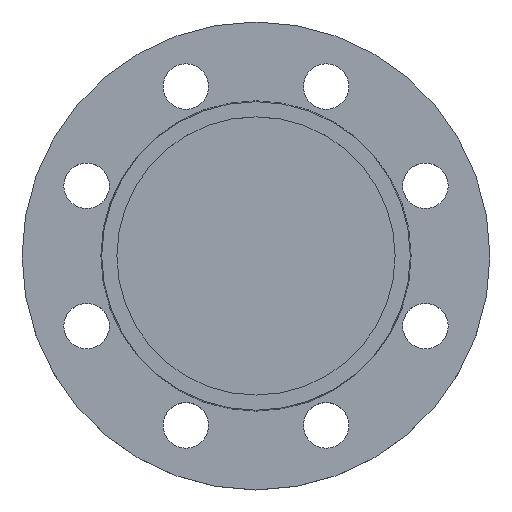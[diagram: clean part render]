
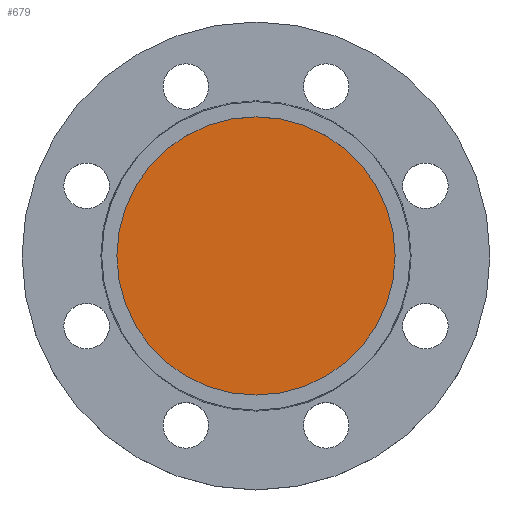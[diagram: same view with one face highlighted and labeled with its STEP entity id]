
A CAD part, top view. The second image highlights one B-rep face of the part: STEP entity #679.
In plain terms, the highlighted planar face has unit normal (0, 0, 1).
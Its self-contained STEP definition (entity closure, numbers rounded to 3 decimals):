
#26 = EDGE_CURVE ( 'NONE', #74, #341, #267, .T. ) ;
#68 = EDGE_LOOP ( 'NONE', ( #882, #893 ) ) ;
#73 = DIRECTION ( 'NONE',  ( 0., 0., -1. ) ) ;
#74 = VERTEX_POINT ( 'NONE', #458 ) ;
#133 = DIRECTION ( 'NONE',  ( 0., 0., -1. ) ) ;
#181 = EDGE_CURVE ( 'NONE', #341, #74, #1044, .T. ) ;
#225 = CARTESIAN_POINT ( 'NONE',  ( 55., 0., -4. ) ) ;
#267 = CIRCLE ( 'NONE', #323, 55. ) ;
#323 = AXIS2_PLACEMENT_3D ( 'NONE', #944, #133, #537 ) ;
#341 = VERTEX_POINT ( 'NONE', #389 ) ;
#358 = AXIS2_PLACEMENT_3D ( 'NONE', #225, #630, #942 ) ;
#389 = CARTESIAN_POINT ( 'NONE',  ( 55., 0., -4. ) ) ;
#458 = CARTESIAN_POINT ( 'NONE',  ( -55., 0., -4. ) ) ;
#473 = DIRECTION ( 'NONE',  ( -1., 0., 0. ) ) ;
#537 = DIRECTION ( 'NONE',  ( -1., 0., 0. ) ) ;
#630 = DIRECTION ( 'NONE',  ( 0., 0., 1. ) ) ;
#679 = ADVANCED_FACE ( 'NONE', ( #728 ), #1013, .T. ) ;
#728 = FACE_OUTER_BOUND ( 'NONE', #68, .T. ) ;
#882 = ORIENTED_EDGE ( 'NONE', *, *, #26, .F. ) ;
#893 = ORIENTED_EDGE ( 'NONE', *, *, #181, .F. ) ;
#942 = DIRECTION ( 'NONE',  ( 1., 0., 0. ) ) ;
#944 = CARTESIAN_POINT ( 'NONE',  ( 0., 0., -4. ) ) ;
#1013 = PLANE ( 'NONE',  #358 ) ;
#1044 = CIRCLE ( 'NONE', #1089, 55. ) ;
#1082 = CARTESIAN_POINT ( 'NONE',  ( 0., 0., -4. ) ) ;
#1089 = AXIS2_PLACEMENT_3D ( 'NONE', #1082, #73, #473 ) ;
